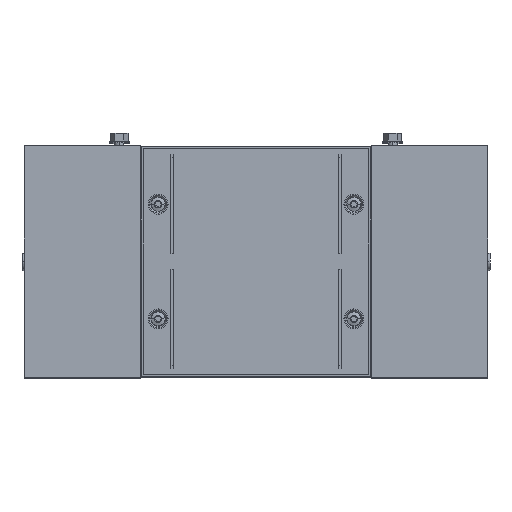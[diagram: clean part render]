
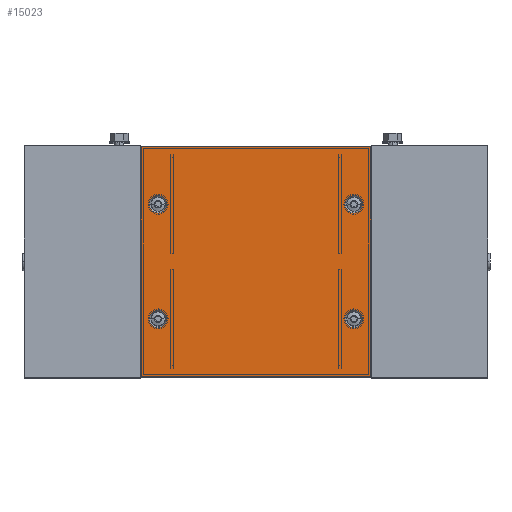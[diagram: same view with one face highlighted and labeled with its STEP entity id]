
A CAD part, top view. The second image highlights one B-rep face of the part: STEP entity #15023.
In plain terms, the highlighted face is planar.
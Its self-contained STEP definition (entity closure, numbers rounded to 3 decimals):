
#91 = DIRECTION ( 'NONE',  ( 0., 0., 1. ) ) ;
#121 = CARTESIAN_POINT ( 'NONE',  ( 101., -1., 0. ) ) ;
#177 = CARTESIAN_POINT ( 'NONE',  ( 276.809, -50.5, 0. ) ) ;
#262 = EDGE_LOOP ( 'NONE', ( #14176, #16105, #14710, #11785 ) ) ;
#307 = EDGE_CURVE ( 'NONE', #12684, #13344, #17890, .T. ) ;
#416 = AXIS2_PLACEMENT_3D ( 'NONE', #15008, #18237, #6654 ) ;
#516 = DIRECTION ( 'NONE',  ( 0., 0., 1. ) ) ;
#572 = DIRECTION ( 'NONE',  ( 1., 0., 0. ) ) ;
#724 = DIRECTION ( 'NONE',  ( 0., 0., 1. ) ) ;
#946 = CARTESIAN_POINT ( 'NONE',  ( 101., -1., 0. ) ) ;
#1258 = FACE_BOUND ( 'NONE', #10653, .T. ) ;
#1292 = EDGE_CURVE ( 'NONE', #17149, #9000, #2664, .T. ) ;
#1345 = DIRECTION ( 'NONE',  ( 1., 0., 0. ) ) ;
#1352 = CARTESIAN_POINT ( 'NONE',  ( 284.5, -149.5, 0. ) ) ;
#1384 = AXIS2_PLACEMENT_3D ( 'NONE', #5810, #11543, #1345 ) ;
#1414 = CARTESIAN_POINT ( 'NONE',  ( 115.5, -50.5, 0. ) ) ;
#2260 = LINE ( 'NONE', #9444, #8116 ) ;
#2525 = CARTESIAN_POINT ( 'NONE',  ( 101., -1., 0. ) ) ;
#2585 = EDGE_CURVE ( 'NONE', #8641, #12076, #7871, .T. ) ;
#2664 = CIRCLE ( 'NONE', #12614, 7.691 ) ;
#3068 = CARTESIAN_POINT ( 'NONE',  ( 292.191, -149.5, 0. ) ) ;
#3117 = ORIENTED_EDGE ( 'NONE', *, *, #307, .T. ) ;
#3441 = CIRCLE ( 'NONE', #13347, 7.691 ) ;
#3521 = CARTESIAN_POINT ( 'NONE',  ( 107.809, -149.5, 0. ) ) ;
#3972 = EDGE_CURVE ( 'NONE', #13344, #12684, #13142, .T. ) ;
#4204 = PLANE ( 'NONE',  #5405 ) ;
#4296 = DIRECTION ( 'NONE',  ( 0., 0., 1. ) ) ;
#4585 = AXIS2_PLACEMENT_3D ( 'NONE', #8133, #516, #10981 ) ;
#4751 = LINE ( 'NONE', #4932, #12172 ) ;
#4932 = CARTESIAN_POINT ( 'NONE',  ( 101., -199., 0. ) ) ;
#5405 = AXIS2_PLACEMENT_3D ( 'NONE', #17111, #9971, #8751 ) ;
#5493 = LINE ( 'NONE', #946, #16203 ) ;
#5713 = EDGE_LOOP ( 'NONE', ( #15815, #5835 ) ) ;
#5806 = VERTEX_POINT ( 'NONE', #177 ) ;
#5810 = CARTESIAN_POINT ( 'NONE',  ( 115.5, -149.5, 0. ) ) ;
#5835 = ORIENTED_EDGE ( 'NONE', *, *, #13041, .T. ) ;
#5930 = EDGE_CURVE ( 'NONE', #15600, #12950, #17143, .T. ) ;
#6211 = EDGE_CURVE ( 'NONE', #17317, #5806, #17006, .T. ) ;
#6654 = DIRECTION ( 'NONE',  ( 1., 0., 0. ) ) ;
#6873 = EDGE_LOOP ( 'NONE', ( #18016, #3117 ) ) ;
#7095 = DIRECTION ( 'NONE',  ( 1., 0., 0. ) ) ;
#7775 = CARTESIAN_POINT ( 'NONE',  ( 101., -199., 0. ) ) ;
#7871 = CIRCLE ( 'NONE', #4585, 7.691 ) ;
#8099 = DIRECTION ( 'NONE',  ( -1., 0., 0. ) ) ;
#8116 = VECTOR ( 'NONE', #18205, 1000. ) ;
#8121 = DIRECTION ( 'NONE',  ( 0., -1., 0. ) ) ;
#8133 = CARTESIAN_POINT ( 'NONE',  ( 284.5, -149.5, 0. ) ) ;
#8421 = DIRECTION ( 'NONE',  ( 0., 0., 1. ) ) ;
#8641 = VERTEX_POINT ( 'NONE', #11917 ) ;
#8678 = CARTESIAN_POINT ( 'NONE',  ( 123.191, -50.5, 0. ) ) ;
#8751 = DIRECTION ( 'NONE',  ( 1., 0., 0. ) ) ;
#8798 = CARTESIAN_POINT ( 'NONE',  ( 299., -199., 0. ) ) ;
#8866 = EDGE_CURVE ( 'NONE', #9000, #17149, #10040, .T. ) ;
#9000 = VERTEX_POINT ( 'NONE', #13201 ) ;
#9444 = CARTESIAN_POINT ( 'NONE',  ( 299., -1., 0. ) ) ;
#9642 = EDGE_CURVE ( 'NONE', #5806, #17317, #3441, .T. ) ;
#9685 = ORIENTED_EDGE ( 'NONE', *, *, #8866, .T. ) ;
#9971 = DIRECTION ( 'NONE',  ( 0., 0., 1. ) ) ;
#9979 = EDGE_LOOP ( 'NONE', ( #9685, #15572 ) ) ;
#9998 = EDGE_CURVE ( 'NONE', #15135, #16848, #4751, .T. ) ;
#10040 = CIRCLE ( 'NONE', #16031, 7.691 ) ;
#10623 = DIRECTION ( 'NONE',  ( 1., 0., 0. ) ) ;
#10653 = EDGE_LOOP ( 'NONE', ( #12505, #17976 ) ) ;
#10814 = CARTESIAN_POINT ( 'NONE',  ( 115.5, -50.5, 0. ) ) ;
#10981 = DIRECTION ( 'NONE',  ( 1., 0., 0. ) ) ;
#11337 = DIRECTION ( 'NONE',  ( 1., 0., 0. ) ) ;
#11369 = FACE_OUTER_BOUND ( 'NONE', #262, .T. ) ;
#11543 = DIRECTION ( 'NONE',  ( 0., 0., 1. ) ) ;
#11785 = ORIENTED_EDGE ( 'NONE', *, *, #9998, .F. ) ;
#11865 = CARTESIAN_POINT ( 'NONE',  ( 292.191, -50.5, 0. ) ) ;
#11917 = CARTESIAN_POINT ( 'NONE',  ( 276.809, -149.5, 0. ) ) ;
#12076 = VERTEX_POINT ( 'NONE', #3068 ) ;
#12172 = VECTOR ( 'NONE', #572, 1000. ) ;
#12505 = ORIENTED_EDGE ( 'NONE', *, *, #9642, .T. ) ;
#12614 = AXIS2_PLACEMENT_3D ( 'NONE', #10814, #16538, #10623 ) ;
#12684 = VERTEX_POINT ( 'NONE', #18022 ) ;
#12950 = VERTEX_POINT ( 'NONE', #121 ) ;
#12954 = DIRECTION ( 'NONE',  ( 1., 0., 0. ) ) ;
#13041 = EDGE_CURVE ( 'NONE', #12076, #8641, #15853, .T. ) ;
#13142 = CIRCLE ( 'NONE', #1384, 7.691 ) ;
#13201 = CARTESIAN_POINT ( 'NONE',  ( 107.809, -50.5, 0. ) ) ;
#13344 = VERTEX_POINT ( 'NONE', #3521 ) ;
#13347 = AXIS2_PLACEMENT_3D ( 'NONE', #16895, #8421, #11337 ) ;
#13448 = CARTESIAN_POINT ( 'NONE',  ( 284.5, -50.5, 0. ) ) ;
#14163 = FACE_BOUND ( 'NONE', #6873, .T. ) ;
#14176 = ORIENTED_EDGE ( 'NONE', *, *, #16658, .F. ) ;
#14710 = ORIENTED_EDGE ( 'NONE', *, *, #17805, .F. ) ;
#14943 = DIRECTION ( 'NONE',  ( 1., 0., 0. ) ) ;
#15008 = CARTESIAN_POINT ( 'NONE',  ( 115.5, -149.5, 0. ) ) ;
#15023 = ADVANCED_FACE ( 'NONE', ( #18626, #14163, #1258, #18535, #11369 ), #4204, .F. ) ;
#15135 = VERTEX_POINT ( 'NONE', #7775 ) ;
#15175 = CARTESIAN_POINT ( 'NONE',  ( 299., -1., 0. ) ) ;
#15483 = AXIS2_PLACEMENT_3D ( 'NONE', #13448, #724, #14943 ) ;
#15501 = VECTOR ( 'NONE', #8099, 1000. ) ;
#15572 = ORIENTED_EDGE ( 'NONE', *, *, #1292, .T. ) ;
#15600 = VERTEX_POINT ( 'NONE', #15175 ) ;
#15815 = ORIENTED_EDGE ( 'NONE', *, *, #2585, .T. ) ;
#15853 = CIRCLE ( 'NONE', #16457, 7.691 ) ;
#16031 = AXIS2_PLACEMENT_3D ( 'NONE', #1414, #91, #7095 ) ;
#16105 = ORIENTED_EDGE ( 'NONE', *, *, #5930, .F. ) ;
#16203 = VECTOR ( 'NONE', #8121, 1000. ) ;
#16457 = AXIS2_PLACEMENT_3D ( 'NONE', #1352, #4296, #12954 ) ;
#16538 = DIRECTION ( 'NONE',  ( 0., 0., 1. ) ) ;
#16658 = EDGE_CURVE ( 'NONE', #12950, #15135, #5493, .T. ) ;
#16848 = VERTEX_POINT ( 'NONE', #8798 ) ;
#16895 = CARTESIAN_POINT ( 'NONE',  ( 284.5, -50.5, 0. ) ) ;
#17006 = CIRCLE ( 'NONE', #15483, 7.691 ) ;
#17111 = CARTESIAN_POINT ( 'NONE',  ( 0., 0., 0. ) ) ;
#17143 = LINE ( 'NONE', #2525, #15501 ) ;
#17149 = VERTEX_POINT ( 'NONE', #8678 ) ;
#17317 = VERTEX_POINT ( 'NONE', #11865 ) ;
#17805 = EDGE_CURVE ( 'NONE', #16848, #15600, #2260, .T. ) ;
#17890 = CIRCLE ( 'NONE', #416, 7.691 ) ;
#17976 = ORIENTED_EDGE ( 'NONE', *, *, #6211, .T. ) ;
#18016 = ORIENTED_EDGE ( 'NONE', *, *, #3972, .T. ) ;
#18022 = CARTESIAN_POINT ( 'NONE',  ( 123.191, -149.5, 0. ) ) ;
#18205 = DIRECTION ( 'NONE',  ( 0., 1., 0. ) ) ;
#18237 = DIRECTION ( 'NONE',  ( 0., 0., 1. ) ) ;
#18535 = FACE_BOUND ( 'NONE', #9979, .T. ) ;
#18626 = FACE_BOUND ( 'NONE', #5713, .T. ) ;
